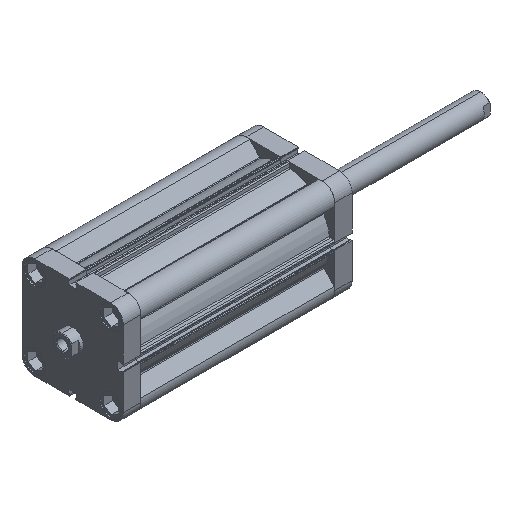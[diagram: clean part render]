
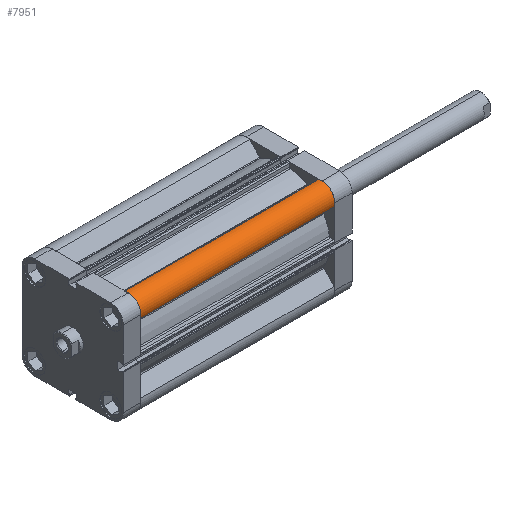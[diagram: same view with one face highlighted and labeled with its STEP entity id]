
A CAD part, isometric view. The second image highlights one B-rep face of the part: STEP entity #7951.
In plain terms, the highlighted cylindrical face has radius 12 mm (diameter 24 mm), a partial arc.
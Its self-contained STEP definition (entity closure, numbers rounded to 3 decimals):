
#387 = EDGE_CURVE ( 'NONE', #8093, #7540, #1758, .T. ) ;
#1385 = ORIENTED_EDGE ( 'NONE', *, *, #387, .T. ) ;
#1710 = ORIENTED_EDGE ( 'NONE', *, *, #8419, .T. ) ;
#1711 = ORIENTED_EDGE ( 'NONE', *, *, #8467, .F. ) ;
#1712 = ORIENTED_EDGE ( 'NONE', *, *, #8310, .F. ) ;
#1758 = LINE ( 'NONE', #5679, #1759 ) ;
#1759 = VECTOR ( 'NONE', #5680, 1000. ) ;
#2520 = AXIS2_PLACEMENT_3D ( 'NONE', #4790, #4782, #4785 ) ;
#2576 = AXIS2_PLACEMENT_3D ( 'NONE', #6434, #6451, #6453 ) ;
#2625 = AXIS2_PLACEMENT_3D ( 'NONE', #6961, #6980, #6982 ) ;
#3744 = CYLINDRICAL_SURFACE ( 'NONE', #2520, 12. ) ;
#3745 = FACE_OUTER_BOUND ( 'NONE', #8007, .T. ) ;
#4782 = DIRECTION ( 'NONE',  ( 0., 0., -1. ) ) ;
#4785 = DIRECTION ( 'NONE',  ( -1., 0., 0. ) ) ;
#4790 = CARTESIAN_POINT ( 'NONE',  ( 36., -36., 183.5 ) ) ;
#4898 = CARTESIAN_POINT ( 'NONE',  ( 32.683, -47.533, 183.5 ) ) ;
#4973 = CARTESIAN_POINT ( 'NONE',  ( 47.533, -32.683, 183.5 ) ) ;
#5316 = CIRCLE ( 'NONE', #2576, 12. ) ;
#5484 = CIRCLE ( 'NONE', #2625, 12. ) ;
#5557 = LINE ( 'NONE', #7234, #5558 ) ;
#5558 = VECTOR ( 'NONE', #7236, 1000. ) ;
#5679 = CARTESIAN_POINT ( 'NONE',  ( 32.683, -47.533, 183.5 ) ) ;
#5680 = DIRECTION ( 'NONE',  ( 0., 0., -1. ) ) ;
#6434 = CARTESIAN_POINT ( 'NONE',  ( 36., -36., 183.5 ) ) ;
#6451 = DIRECTION ( 'NONE',  ( 0., 0., 1. ) ) ;
#6453 = DIRECTION ( 'NONE',  ( -1., 0., 0. ) ) ;
#6961 = CARTESIAN_POINT ( 'NONE',  ( 36., -36., 0. ) ) ;
#6980 = DIRECTION ( 'NONE',  ( 0., 0., 1. ) ) ;
#6982 = DIRECTION ( 'NONE',  ( -1., 0., 0. ) ) ;
#7234 = CARTESIAN_POINT ( 'NONE',  ( 47.533, -32.683, 183.5 ) ) ;
#7236 = DIRECTION ( 'NONE',  ( 0., 0., -1. ) ) ;
#7367 = CARTESIAN_POINT ( 'NONE',  ( 47.533, -32.683, 0. ) ) ;
#7390 = CARTESIAN_POINT ( 'NONE',  ( 32.683, -47.533, 0. ) ) ;
#7527 = VERTEX_POINT ( 'NONE', #7367 ) ;
#7540 = VERTEX_POINT ( 'NONE', #7390 ) ;
#7951 = ADVANCED_FACE ( 'NONE', ( #3745 ), #3744, .T. ) ;
#8007 = EDGE_LOOP ( 'NONE', ( #1710, #1711, #1712, #1385 ) ) ;
#8093 = VERTEX_POINT ( 'NONE', #4898 ) ;
#8168 = VERTEX_POINT ( 'NONE', #4973 ) ;
#8310 = EDGE_CURVE ( 'NONE', #8093, #8168, #5316, .T. ) ;
#8419 = EDGE_CURVE ( 'NONE', #7540, #7527, #5484, .T. ) ;
#8467 = EDGE_CURVE ( 'NONE', #8168, #7527, #5557, .T. ) ;
